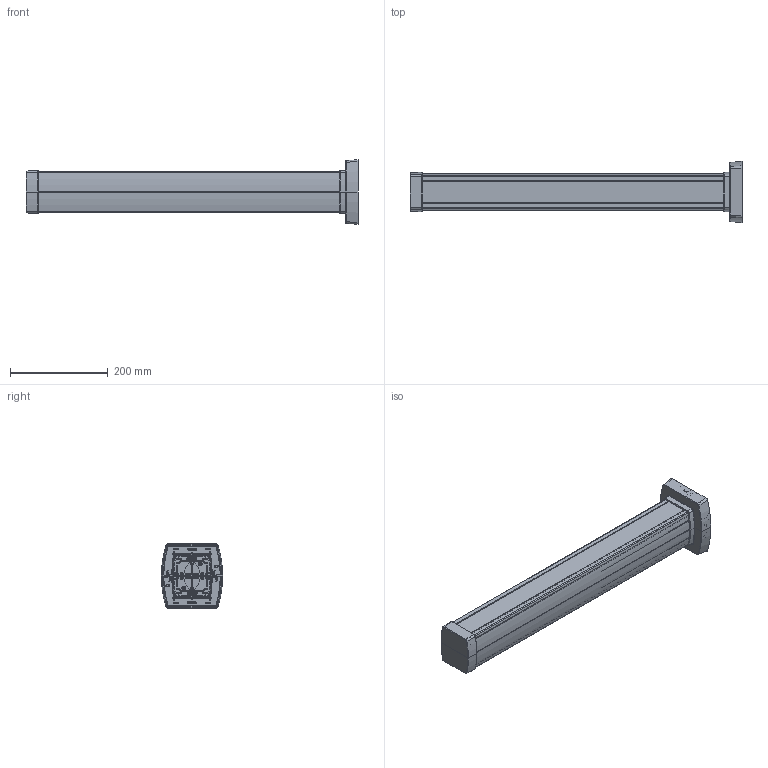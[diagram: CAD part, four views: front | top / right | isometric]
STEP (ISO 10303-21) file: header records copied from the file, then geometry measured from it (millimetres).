
FILE_DESCRIPTION(('CATIA V5 STEP Exchange','CAx-IF Rec.Pracs.--- Model Styling and Organization---1.2---2011-12-15'),'2;1');
FILE_NAME('PW32316.stp','2017-11-09T08:29:42+00:00',('none'),('none'),'CATIA Version 5-6 Release 2014 SP4','CATIA V5 STEP AP214','none');
FILE_SCHEMA(('AUTOMOTIVE_DESIGN { 1 0 10303 214 1 1 1 1 }'));
Products named in the file (1): PW32316
Bounding box: 680 x 125.5 x 132.5 mm (x, y, z)
Volume: 610899.2 mm3; surface area: 823408.6 mm2
Topology: 11 solids, 11 shells, 7164 faces, 20216 edges, 13160 vertices
Faces by surface type: plane 5500, cylinder 866, cone 328, torus 304, bspline 150, extrusion 12, sphere 4
Entity records: 229291 total; most frequent: CARTESIAN_POINT 54995, ORIENTED_EDGE 40392, DIRECTION 28974, EDGE_CURVE 20196, VECTOR 14038, LINE 14026, VERTEX_POINT 13160, AXIS2_PLACEMENT_3D 8489
